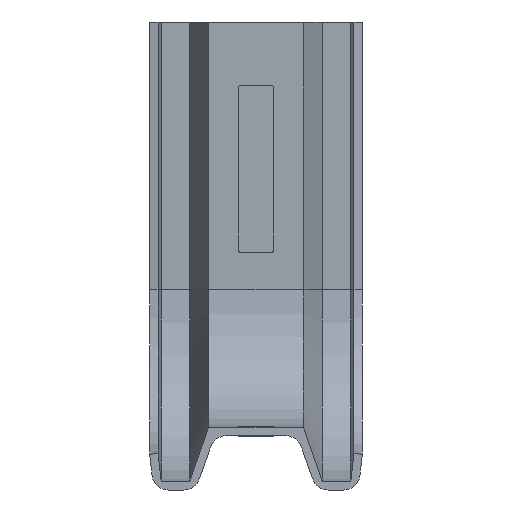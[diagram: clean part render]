
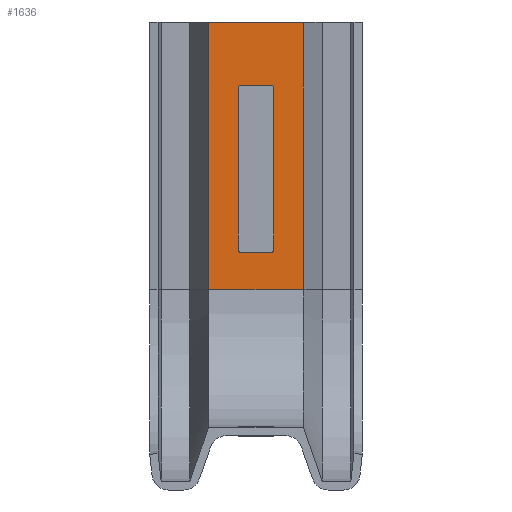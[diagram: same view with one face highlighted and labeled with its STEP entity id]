
A CAD part, front view. The second image highlights one B-rep face of the part: STEP entity #1636.
In plain terms, the highlighted planar face has unit normal (0, -1, -0.012).
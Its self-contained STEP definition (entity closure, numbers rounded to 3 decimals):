
#152=FACE_OUTER_BOUND('',#238,.T.);
#238=EDGE_LOOP('',(#1433,#1434,#1435,#1436));
#297=LINE('',#2496,#455);
#340=LINE('',#2657,#498);
#357=LINE('',#2705,#515);
#382=LINE('',#2830,#540);
#455=VECTOR('',#1974,1.);
#498=VECTOR('',#2105,1.);
#515=VECTOR('',#2148,1.);
#540=VECTOR('',#2251,1.);
#698=VERTEX_POINT('',#2451);
#712=VERTEX_POINT('',#2495);
#747=VERTEX_POINT('',#2655);
#762=VERTEX_POINT('',#2703);
#902=EDGE_CURVE('',#698,#712,#297,.T.);
#967=EDGE_CURVE('',#698,#747,#340,.T.);
#990=EDGE_CURVE('',#747,#762,#357,.T.);
#1036=EDGE_CURVE('',#762,#712,#382,.T.);
#1433=ORIENTED_EDGE('',*,*,#967,.T.);
#1434=ORIENTED_EDGE('',*,*,#990,.T.);
#1435=ORIENTED_EDGE('',*,*,#1036,.T.);
#1436=ORIENTED_EDGE('',*,*,#902,.F.);
#1551=PLANE('',#1805);
#1636=ADVANCED_FACE('',(#152),#1551,.T.);
#1805=AXIS2_PLACEMENT_3D('',#2829,#2249,#2250);
#1974=DIRECTION('',(0.,-0.012,1.));
#2105=DIRECTION('',(1.,0.,0.));
#2148=DIRECTION('',(0.,-0.012,1.));
#2249=DIRECTION('center_axis',(0.,-1.,
-0.012));
#2250=DIRECTION('ref_axis',(1.,0.,0.));
#2251=DIRECTION('',(-1.,0.,0.));
#2451=CARTESIAN_POINT('',(194.546,127.289,-8.087));
#2495=CARTESIAN_POINT('',(194.546,126.51,55.893));
#2496=CARTESIAN_POINT('',(194.546,127.289,-8.1));
#2655=CARTESIAN_POINT('',(217.256,127.289,-8.087));
#2657=CARTESIAN_POINT('',(205.901,127.289,-8.087));
#2703=CARTESIAN_POINT('',(217.256,126.51,55.893));
#2705=CARTESIAN_POINT('',(217.256,127.289,-8.1));
#2829=CARTESIAN_POINT('Origin',(194.546,127.289,-8.1));
#2830=CARTESIAN_POINT('',(194.546,126.51,55.893));
